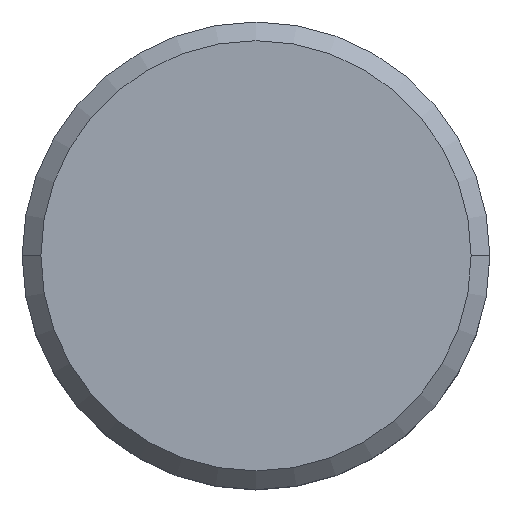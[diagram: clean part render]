
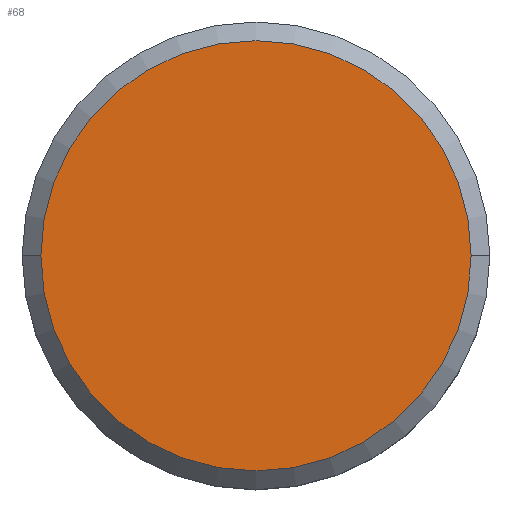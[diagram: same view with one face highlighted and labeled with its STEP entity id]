
A CAD part, top view. The second image highlights one B-rep face of the part: STEP entity #68.
In plain terms, the highlighted planar face has unit normal (0, 0, 1).
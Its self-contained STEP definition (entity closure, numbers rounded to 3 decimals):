
#57 = VERTEX_POINT ( 'NONE', #199 ) ;
#61 = EDGE_CURVE ( 'NONE', #81, #57, #207, .T. ) ;
#68 = ADVANCED_FACE ( 'NONE', ( #195 ), #208, .T. ) ;
#69 = ORIENTED_EDGE ( 'NONE', *, *, #87, .T. ) ;
#71 = ORIENTED_EDGE ( 'NONE', *, *, #61, .T. ) ;
#72 = EDGE_LOOP ( 'NONE', ( #71, #69 ) ) ;
#81 = VERTEX_POINT ( 'NONE', #158 ) ;
#87 = EDGE_CURVE ( 'NONE', #57, #81, #270, .T. ) ;
#144 = DIRECTION ( 'NONE',  ( 1., 0., 0. ) ) ;
#145 = DIRECTION ( 'NONE',  ( 0., 0., 1. ) ) ;
#146 = CARTESIAN_POINT ( 'NONE',  ( 0., 0., 3. ) ) ;
#158 = CARTESIAN_POINT ( 'NONE',  ( -5.842, 0., 3. ) ) ;
#185 = AXIS2_PLACEMENT_3D ( 'NONE', #146, #145, #144 ) ;
#187 = DIRECTION ( 'NONE',  ( 1., 0., 0. ) ) ;
#188 = DIRECTION ( 'NONE',  ( 0., 0., 1. ) ) ;
#189 = CARTESIAN_POINT ( 'NONE',  ( 0., 0., 3. ) ) ;
#192 = DIRECTION ( 'NONE',  ( 1., 0., 0. ) ) ;
#193 = DIRECTION ( 'NONE',  ( 0., 0., 1. ) ) ;
#194 = CARTESIAN_POINT ( 'NONE',  ( 0., 0., 3. ) ) ;
#195 = FACE_OUTER_BOUND ( 'NONE', #72, .T. ) ;
#197 = AXIS2_PLACEMENT_3D ( 'NONE', #194, #193, #192 ) ;
#199 = CARTESIAN_POINT ( 'NONE',  ( 5.842, 0., 3. ) ) ;
#207 = CIRCLE ( 'NONE', #197, 5.842 ) ;
#208 = PLANE ( 'NONE',  #238 ) ;
#238 = AXIS2_PLACEMENT_3D ( 'NONE', #189, #188, #187 ) ;
#270 = CIRCLE ( 'NONE', #185, 5.842 ) ;
